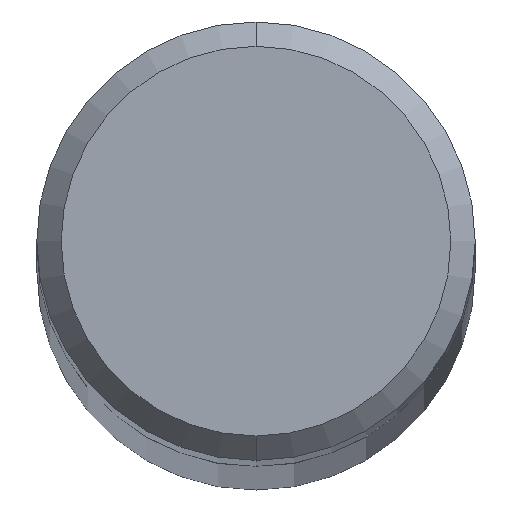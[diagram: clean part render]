
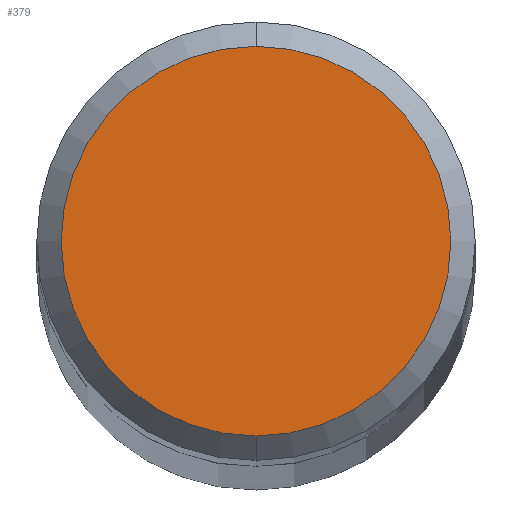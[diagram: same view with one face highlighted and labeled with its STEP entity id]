
A CAD part, top view. The second image highlights one B-rep face of the part: STEP entity #379.
In plain terms, the highlighted planar face has unit normal (0, 0, 1).
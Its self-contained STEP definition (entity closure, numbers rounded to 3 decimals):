
#177=VERTEX_POINT('',#457);
#287=VERTEX_POINT('',#573);
#379=ADVANCED_FACE('',(#677),#678,.T.);
#383=EDGE_CURVE('',#177,#287,#682,.T.);
#403=EDGE_CURVE('',#287,#177,#702,.T.);
#457=CARTESIAN_POINT('',(0.,-4.0,0.0));
#573=CARTESIAN_POINT('',(0.0,4.0,0.0));
#677=FACE_OUTER_BOUND('',#1259,.T.);
#678=PLANE('',#1260);
#682=CIRCLE('',#1275,4.0);
#702=CIRCLE('',#1317,4.0);
#1259=EDGE_LOOP('',(#1620,#1621));
#1260=AXIS2_PLACEMENT_3D('',#1622,#1623,#1624);
#1275=AXIS2_PLACEMENT_3D('',#1625,#1626,#1627);
#1317=AXIS2_PLACEMENT_3D('',#1633,#1634,#1635);
#1620=ORIENTED_EDGE('',*,*,#403,.F.);
#1621=ORIENTED_EDGE('',*,*,#383,.F.);
#1622=CARTESIAN_POINT('',(0.0,2.0,0.0));
#1623=DIRECTION('',(-0.0,0.0,1.0));
#1624=DIRECTION('',(0.0,-1.0,0.0));
#1625=CARTESIAN_POINT('',(0.0,0.0,0.0));
#1626=DIRECTION('',(0.0,0.0,-1.0));
#1627=DIRECTION('',(0.0,1.0,0.0));
#1633=CARTESIAN_POINT('',(0.0,0.0,0.0));
#1634=DIRECTION('',(0.0,0.0,-1.0));
#1635=DIRECTION('',(0.0,1.0,0.0));
